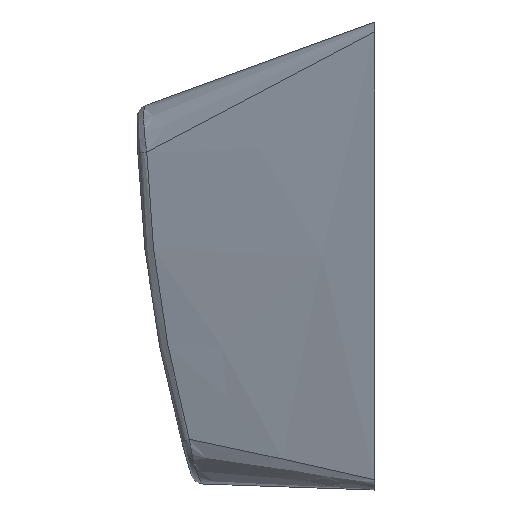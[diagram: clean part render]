
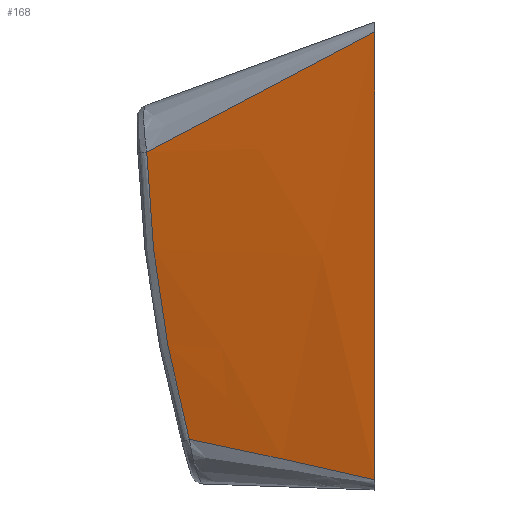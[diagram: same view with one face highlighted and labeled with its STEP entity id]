
A CAD part, left-side view. The second image highlights one B-rep face of the part: STEP entity #168.
In plain terms, the highlighted free-form (B-spline) face has degree [3, 1] with [12, 2] control points.
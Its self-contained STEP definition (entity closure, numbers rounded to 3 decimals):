
#59 = CARTESIAN_POINT ( 'NONE',  ( -9.719, 5.159, 5.967 ) ) ;
#135 = CARTESIAN_POINT ( 'NONE',  ( -8.349, 9.451, 5.61 ) ) ;
#146 = CARTESIAN_POINT ( 'NONE',  ( -11.139, 0.686, -8.497 ) ) ;
#168 = ADVANCED_FACE ( 'NONE', ( #4313 ), #1287, .F. ) ;
#193 = CARTESIAN_POINT ( 'NONE',  ( -8.465, 7.179, -7.089 ) ) ;
#216 = CARTESIAN_POINT ( 'NONE',  ( -10.163, 3.012, -7.975 ) ) ;
#241 = CARTESIAN_POINT ( 'NONE',  ( -10.643, 1.864, -8.231 ) ) ;
#313 = CARTESIAN_POINT ( 'NONE',  ( -8.47, 8.824, 4.013 ) ) ;
#314 = DIRECTION ( 'NONE',  ( 0., 0., 1. ) ) ;
#327 = CARTESIAN_POINT ( 'NONE',  ( -9.004, 7.271, 4.846 ) ) ;
#348 = CARTESIAN_POINT ( 'NONE',  ( -8.6, 8.448, 4.215 ) ) ;
#390 = CARTESIAN_POINT ( 'NONE',  ( -9.931, 4.6, 7.376 ) ) ;
#409 = CARTESIAN_POINT ( 'NONE',  ( -8.91, 7.546, 4.699 ) ) ;
#432 = CARTESIAN_POINT ( 'NONE',  ( -9.169, 6.939, 6.524 ) ) ;
#483 = EDGE_CURVE ( 'NONE', #1539, #3066, #3136, .T. ) ;
#518 = CARTESIAN_POINT ( 'NONE',  ( -10.512, 2.177, -8.161 ) ) ;
#532 = CARTESIAN_POINT ( 'NONE',  ( -7.852, 8.352, -8.758 ) ) ;
#565 = CARTESIAN_POINT ( 'NONE',  ( -10.042, 3.305, -7.911 ) ) ;
#685 = CARTESIAN_POINT ( 'NONE',  ( -8.376, 7.666, -5.278 ) ) ;
#689 = B_SPLINE_CURVE_WITH_KNOTS ( 'NONE', 3,
 ( #193, #1959, #862, #1190, #2285, #2634, #3378, #2684, #4096, #2964, #3745, #565, #216, #4464, #2993, #518, #2004, #3423, #241, #2610, #1980, #146, #3398 ),
 .UNSPECIFIED., .F., .F.,
 ( 4, 2, 2, 2, 2, 2, 2, 2, 1, 2, 2, 4 ),
 ( 0.045, 0.284, 0.403, 0.463, 0.493, 0.523, 0.642, 0.702, 0.732, 0.746, 0.761, 1. ),
 .UNSPECIFIED. ) ;
#697 = CARTESIAN_POINT ( 'NONE',  ( -8.817, 7.818, 4.553 ) ) ;
#741 = CARTESIAN_POINT ( 'NONE',  ( -11.431, 0., 9.05 ) ) ;
#772 = ORIENTED_EDGE ( 'NONE', *, *, #3711, .T. ) ;
#862 = CARTESIAN_POINT ( 'NONE',  ( -8.939, 5.999, -7.332 ) ) ;
#878 = CARTESIAN_POINT ( 'NONE',  ( -7.544, 11.92, 4.712 ) ) ;
#1111 = CARTESIAN_POINT ( 'NONE',  ( -11.431, 0., 8.668 ) ) ;
#1133 = CARTESIAN_POINT ( 'NONE',  ( -9.208, 6.67, 5.166 ) ) ;
#1167 = CARTESIAN_POINT ( 'NONE',  ( -8.465, 7.179, -7.089 ) ) ;
#1190 = CARTESIAN_POINT ( 'NONE',  ( -9.304, 5.1, -7.522 ) ) ;
#1287 = B_SPLINE_SURFACE_WITH_KNOTS ( 'NONE', 3, 1, ( 
 ( #3919, #741 ),
 ( #2159, #2199 ),
 ( #3572, #2529 ),
 ( #3942, #390 ),
 ( #3616, #432 ),
 ( #1854, #4576 ),
 ( #2571, #135 ),
 ( #2675, #1875 ),
 ( #532, #3346 ),
 ( #3985, #3644 ),
 ( #3669, #3295 ),
 ( #4087, #878 ) ),
 .UNSPECIFIED., .F., .F., .F.,
 ( 4, 1, 1, 1, 2, 1, 1, 1, 4 ),
 ( 2, 2 ),
 ( 0., 0.187, 0.373, 0.56, 0.747, 0.81, 0.873, 0.937, 1. ),
 ( 0., 1. ),
 .UNSPECIFIED. ) ;
#1419 = CARTESIAN_POINT ( 'NONE',  ( -8.502, 8.731, 4.063 ) ) ;
#1539 = VERTEX_POINT ( 'NONE', #3566 ) ;
#1665 = ORIENTED_EDGE ( 'NONE', *, *, #483, .T. ) ;
#1791 = EDGE_CURVE ( 'NONE', #3066, #2927, #2832, .T. ) ;
#1825 = CARTESIAN_POINT ( 'NONE',  ( -11.431, 0., -8.655 ) ) ;
#1854 = CARTESIAN_POINT ( 'NONE',  ( -8.69, 6.396, -8.827 ) ) ;
#1875 = CARTESIAN_POINT ( 'NONE',  ( -8.199, 9.912, 5.442 ) ) ;
#1959 = CARTESIAN_POINT ( 'NONE',  ( -8.7, 6.591, -7.209 ) ) ;
#1980 = CARTESIAN_POINT ( 'NONE',  ( -10.888, 1.281, -8.362 ) ) ;
#1981 = CARTESIAN_POINT ( 'NONE',  ( -8.47, 8.824, 4.013 ) ) ;
#2004 = CARTESIAN_POINT ( 'NONE',  ( -10.561, 2.061, -8.187 ) ) ;
#2054 = CARTESIAN_POINT ( 'NONE',  ( -8.342, 8.049, -3.443 ) ) ;
#2092 = CARTESIAN_POINT ( 'NONE',  ( -9.193, 6.715, 5.142 ) ) ;
#2105 = EDGE_CURVE ( 'NONE', #2927, #4492, #689, .T. ) ;
#2157 = CARTESIAN_POINT ( 'NONE',  ( -9.147, 6.849, 5.07 ) ) ;
#2159 = CARTESIAN_POINT ( 'NONE',  ( -11.172, 0.604, -9.029 ) ) ;
#2176 = CARTESIAN_POINT ( 'NONE',  ( -9.471, 5.896, 5.577 ) ) ;
#2199 = CARTESIAN_POINT ( 'NONE',  ( -11.189, 0.742, 8.78 ) ) ;
#2285 = CARTESIAN_POINT ( 'NONE',  ( -9.427, 4.799, -7.587 ) ) ;
#2504 = CARTESIAN_POINT ( 'NONE',  ( -9.843, 4.79, 6.162 ) ) ;
#2529 = CARTESIAN_POINT ( 'NONE',  ( -10.694, 2.261, 8.227 ) ) ;
#2546 = ORIENTED_EDGE ( 'NONE', *, *, #2105, .T. ) ;
#2548 = CARTESIAN_POINT ( 'NONE',  ( -8.724, 8.086, 4.41 ) ) ;
#2571 = CARTESIAN_POINT ( 'NONE',  ( -8.344, 7.205, -8.798 ) ) ;
#2610 = CARTESIAN_POINT ( 'NONE',  ( -10.656, 1.834, -8.238 ) ) ;
#2634 = CARTESIAN_POINT ( 'NONE',  ( -9.614, 4.343, -7.685 ) ) ;
#2675 = CARTESIAN_POINT ( 'NONE',  ( -8.157, 7.64, -8.783 ) ) ;
#2684 = CARTESIAN_POINT ( 'NONE',  ( -9.771, 3.961, -7.767 ) ) ;
#2816 = CARTESIAN_POINT ( 'NONE',  ( -8.695, 8.173, 4.363 ) ) ;
#2832 = B_SPLINE_CURVE_WITH_KNOTS ( 'NONE', 3,
 ( #313, #3193, #4171, #2054, #685, #4192 ),
 .UNSPECIFIED., .F., .F.,
 ( 4, 2, 4 ),
 ( 0., 0.006, 0.011 ),
 .UNSPECIFIED. ) ;
#2839 = CARTESIAN_POINT ( 'NONE',  ( -8.47, 8.824, 4.013 ) ) ;
#2858 = CARTESIAN_POINT ( 'NONE',  ( -10.97, 1.406, 7.938 ) ) ;
#2906 = CARTESIAN_POINT ( 'NONE',  ( -9.347, 6.262, 5.383 ) ) ;
#2927 = VERTEX_POINT ( 'NONE', #1167 ) ;
#2964 = CARTESIAN_POINT ( 'NONE',  ( -9.866, 3.73, -7.818 ) ) ;
#2993 = CARTESIAN_POINT ( 'NONE',  ( -10.415, 2.409, -8.109 ) ) ;
#3066 = VERTEX_POINT ( 'NONE', #1981 ) ;
#3094 = EDGE_LOOP ( 'NONE', ( #1665, #4551, #2546, #772 ) ) ;
#3115 = VECTOR ( 'NONE', #314, 1000. ) ;
#3136 = B_SPLINE_CURVE_WITH_KNOTS ( 'NONE', 3,
 ( #1111, #2858, #4267, #2504, #59, #2176, #2906, #1133, #2092, #3916, #2157, #3593, #327, #409, #697, #3570, #2548, #2816, #4228, #348, #3183, #1419, #2839 ),
 .UNSPECIFIED., .F., .F.,
 ( 4, 2, 2, 2, 2, 2, 1, 2, 2, 2, 2, 4 ),
 ( 0., 0.481, 0.602, 0.722, 0.737, 0.752, 0.782, 0.842, 0.872, 0.902, 0.932, 0.963 ),
 .UNSPECIFIED. ) ;
#3183 = CARTESIAN_POINT ( 'NONE',  ( -8.534, 8.639, 4.113 ) ) ;
#3193 = CARTESIAN_POINT ( 'NONE',  ( -8.399, 8.764, 2.138 ) ) ;
#3295 = CARTESIAN_POINT ( 'NONE',  ( -7.626, 11.668, 4.803 ) ) ;
#3346 = CARTESIAN_POINT ( 'NONE',  ( -7.988, 10.56, 5.207 ) ) ;
#3378 = CARTESIAN_POINT ( 'NONE',  ( -9.676, 4.191, -7.718 ) ) ;
#3398 = CARTESIAN_POINT ( 'NONE',  ( -11.431, 0., -8.655 ) ) ;
#3423 = CARTESIAN_POINT ( 'NONE',  ( -10.61, 1.943, -8.213 ) ) ;
#3451 = CARTESIAN_POINT ( 'NONE',  ( -11.431, 0., 9.05 ) ) ;
#3497 = LINE ( 'NONE', #3451, #3115 ) ;
#3566 = CARTESIAN_POINT ( 'NONE',  ( -11.431, 0., 8.668 ) ) ;
#3570 = CARTESIAN_POINT ( 'NONE',  ( -8.786, 7.907, 4.505 ) ) ;
#3572 = CARTESIAN_POINT ( 'NONE',  ( -10.669, 1.779, -8.988 ) ) ;
#3593 = CARTESIAN_POINT ( 'NONE',  ( -9.099, 6.99, 4.995 ) ) ;
#3616 = CARTESIAN_POINT ( 'NONE',  ( -9.194, 5.221, -8.868 ) ) ;
#3644 = CARTESIAN_POINT ( 'NONE',  ( -7.776, 11.208, 4.971 ) ) ;
#3669 = CARTESIAN_POINT ( 'NONE',  ( -7.36, 9.499, -8.718 ) ) ;
#3711 = EDGE_CURVE ( 'NONE', #4492, #1539, #3497, .T. ) ;
#3745 = CARTESIAN_POINT ( 'NONE',  ( -9.895, 3.661, -7.833 ) ) ;
#3916 = CARTESIAN_POINT ( 'NONE',  ( -9.162, 6.805, 5.094 ) ) ;
#3919 = CARTESIAN_POINT ( 'NONE',  ( -11.431, 0., -9.05 ) ) ;
#3942 = CARTESIAN_POINT ( 'NONE',  ( -9.931, 3.5, -8.928 ) ) ;
#3985 = CARTESIAN_POINT ( 'NONE',  ( -7.547, 9.063, -8.734 ) ) ;
#4087 = CARTESIAN_POINT ( 'NONE',  ( -7.273, 9.703, -8.711 ) ) ;
#4096 = CARTESIAN_POINT ( 'NONE',  ( -9.803, 3.884, -7.784 ) ) ;
#4171 = CARTESIAN_POINT ( 'NONE',  ( -8.354, 8.599, 0.272 ) ) ;
#4192 = CARTESIAN_POINT ( 'NONE',  ( -8.465, 7.179, -7.089 ) ) ;
#4228 = CARTESIAN_POINT ( 'NONE',  ( -8.632, 8.355, 4.265 ) ) ;
#4267 = CARTESIAN_POINT ( 'NONE',  ( -10.476, 2.901, 7.158 ) ) ;
#4313 = FACE_OUTER_BOUND ( 'NONE', #3094, .T. ) ;
#4464 = CARTESIAN_POINT ( 'NONE',  ( -10.351, 2.561, -8.075 ) ) ;
#4492 = VERTEX_POINT ( 'NONE', #1825 ) ;
#4551 = ORIENTED_EDGE ( 'NONE', *, *, #1791, .T. ) ;
#4576 = CARTESIAN_POINT ( 'NONE',  ( -8.673, 8.458, 5.972 ) ) ;
